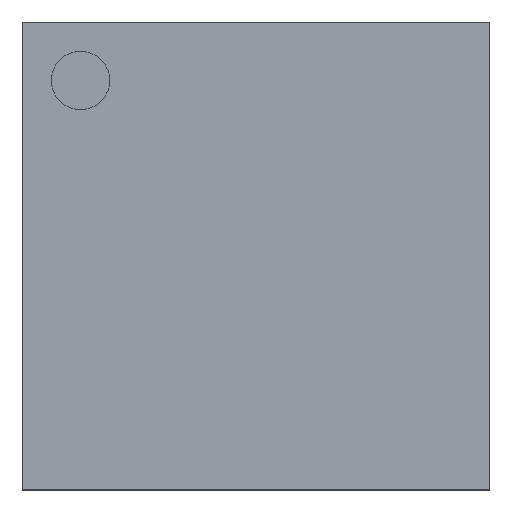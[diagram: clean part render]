
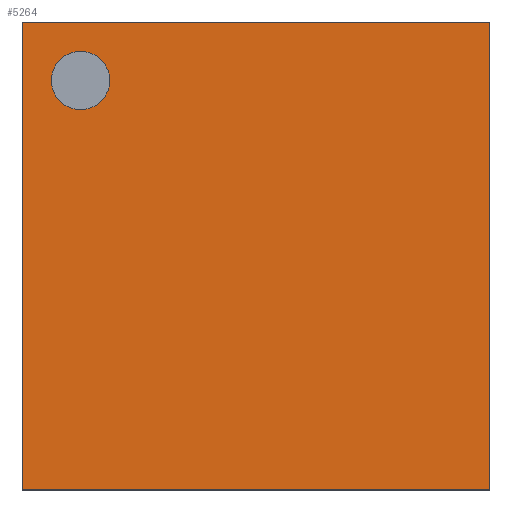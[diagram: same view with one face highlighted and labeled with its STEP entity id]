
A CAD part, top view. The second image highlights one B-rep face of the part: STEP entity #5264.
In plain terms, the highlighted planar face has unit normal (0, 0, 1).
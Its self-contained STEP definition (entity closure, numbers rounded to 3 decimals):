
#5075 = VERTEX_POINT('',#5076);
#5076 = CARTESIAN_POINT('',(-3.5,-3.5,1.2));
#5083 = PLANE('',#5084);
#5084 = AXIS2_PLACEMENT_3D('',#5085,#5086,#5087);
#5085 = CARTESIAN_POINT('',(-3.5,-3.5,0.3));
#5086 = DIRECTION('',(1.,0.,0.));
#5087 = DIRECTION('',(0.,0.,1.));
#5095 = PLANE('',#5096);
#5096 = AXIS2_PLACEMENT_3D('',#5097,#5098,#5099);
#5097 = CARTESIAN_POINT('',(-3.5,-3.5,0.3));
#5098 = DIRECTION('',(0.,1.,0.));
#5099 = DIRECTION('',(0.,0.,1.));
#5136 = VERTEX_POINT('',#5137);
#5137 = CARTESIAN_POINT('',(-3.5,3.5,1.2));
#5151 = PLANE('',#5152);
#5152 = AXIS2_PLACEMENT_3D('',#5153,#5154,#5155);
#5153 = CARTESIAN_POINT('',(-3.5,3.5,0.3));
#5154 = DIRECTION('',(0.,1.,0.));
#5155 = DIRECTION('',(0.,0.,1.));
#5163 = EDGE_CURVE('',#5075,#5136,#5164,.T.);
#5164 = SURFACE_CURVE('',#5165,(#5169,#5176),.PCURVE_S1.);
#5165 = LINE('',#5166,#5167);
#5166 = CARTESIAN_POINT('',(-3.5,-3.5,1.2));
#5167 = VECTOR('',#5168,1.);
#5168 = DIRECTION('',(0.,1.,0.));
#5169 = PCURVE('',#5083,#5170);
#5170 = DEFINITIONAL_REPRESENTATION('',(#5171),#5175);
#5171 = LINE('',#5172,#5173);
#5172 = CARTESIAN_POINT('',(0.9,0.));
#5173 = VECTOR('',#5174,1.);
#5174 = DIRECTION('',(0.,-1.));
#5175 = ( GEOMETRIC_REPRESENTATION_CONTEXT(2) 
PARAMETRIC_REPRESENTATION_CONTEXT() REPRESENTATION_CONTEXT('2D SPACE',''
  ) );
#5176 = PCURVE('',#5177,#5182);
#5177 = PLANE('',#5178);
#5178 = AXIS2_PLACEMENT_3D('',#5179,#5180,#5181);
#5179 = CARTESIAN_POINT('',(-3.5,-3.5,1.2));
#5180 = DIRECTION('',(0.,0.,1.));
#5181 = DIRECTION('',(1.,0.,0.));
#5182 = DEFINITIONAL_REPRESENTATION('',(#5183),#5187);
#5183 = LINE('',#5184,#5185);
#5184 = CARTESIAN_POINT('',(0.,0.));
#5185 = VECTOR('',#5186,1.);
#5186 = DIRECTION('',(0.,1.));
#5187 = ( GEOMETRIC_REPRESENTATION_CONTEXT(2) 
PARAMETRIC_REPRESENTATION_CONTEXT() REPRESENTATION_CONTEXT('2D SPACE',''
  ) );
#5216 = EDGE_CURVE('',#5075,#5217,#5219,.T.);
#5217 = VERTEX_POINT('',#5218);
#5218 = CARTESIAN_POINT('',(3.5,-3.5,1.2));
#5219 = SURFACE_CURVE('',#5220,(#5224,#5231),.PCURVE_S1.);
#5220 = LINE('',#5221,#5222);
#5221 = CARTESIAN_POINT('',(-3.5,-3.5,1.2));
#5222 = VECTOR('',#5223,1.);
#5223 = DIRECTION('',(1.,0.,0.));
#5224 = PCURVE('',#5095,#5225);
#5225 = DEFINITIONAL_REPRESENTATION('',(#5226),#5230);
#5226 = LINE('',#5227,#5228);
#5227 = CARTESIAN_POINT('',(0.9,0.));
#5228 = VECTOR('',#5229,1.);
#5229 = DIRECTION('',(0.,1.));
#5230 = ( GEOMETRIC_REPRESENTATION_CONTEXT(2) 
PARAMETRIC_REPRESENTATION_CONTEXT() REPRESENTATION_CONTEXT('2D SPACE',''
  ) );
#5231 = PCURVE('',#5177,#5232);
#5232 = DEFINITIONAL_REPRESENTATION('',(#5233),#5237);
#5233 = LINE('',#5234,#5235);
#5234 = CARTESIAN_POINT('',(0.,0.));
#5235 = VECTOR('',#5236,1.);
#5236 = DIRECTION('',(1.,0.));
#5237 = ( GEOMETRIC_REPRESENTATION_CONTEXT(2) 
PARAMETRIC_REPRESENTATION_CONTEXT() REPRESENTATION_CONTEXT('2D SPACE',''
  ) );
#5253 = PLANE('',#5254);
#5254 = AXIS2_PLACEMENT_3D('',#5255,#5256,#5257);
#5255 = CARTESIAN_POINT('',(3.5,-3.5,0.3));
#5256 = DIRECTION('',(1.,0.,0.));
#5257 = DIRECTION('',(0.,0.,1.));
#5264 = ADVANCED_FACE('',(#5265,#5313),#5177,.T.);
#5265 = FACE_BOUND('',#5266,.T.);
#5266 = EDGE_LOOP('',(#5267,#5268,#5269,#5292));
#5267 = ORIENTED_EDGE('',*,*,#5163,.F.);
#5268 = ORIENTED_EDGE('',*,*,#5216,.T.);
#5269 = ORIENTED_EDGE('',*,*,#5270,.T.);
#5270 = EDGE_CURVE('',#5217,#5271,#5273,.T.);
#5271 = VERTEX_POINT('',#5272);
#5272 = CARTESIAN_POINT('',(3.5,3.5,1.2));
#5273 = SURFACE_CURVE('',#5274,(#5278,#5285),.PCURVE_S1.);
#5274 = LINE('',#5275,#5276);
#5275 = CARTESIAN_POINT('',(3.5,-3.5,1.2));
#5276 = VECTOR('',#5277,1.);
#5277 = DIRECTION('',(0.,1.,0.));
#5278 = PCURVE('',#5177,#5279);
#5279 = DEFINITIONAL_REPRESENTATION('',(#5280),#5284);
#5280 = LINE('',#5281,#5282);
#5281 = CARTESIAN_POINT('',(7.,0.));
#5282 = VECTOR('',#5283,1.);
#5283 = DIRECTION('',(0.,1.));
#5284 = ( GEOMETRIC_REPRESENTATION_CONTEXT(2) 
PARAMETRIC_REPRESENTATION_CONTEXT() REPRESENTATION_CONTEXT('2D SPACE',''
  ) );
#5285 = PCURVE('',#5253,#5286);
#5286 = DEFINITIONAL_REPRESENTATION('',(#5287),#5291);
#5287 = LINE('',#5288,#5289);
#5288 = CARTESIAN_POINT('',(0.9,0.));
#5289 = VECTOR('',#5290,1.);
#5290 = DIRECTION('',(0.,-1.));
#5291 = ( GEOMETRIC_REPRESENTATION_CONTEXT(2) 
PARAMETRIC_REPRESENTATION_CONTEXT() REPRESENTATION_CONTEXT('2D SPACE',''
  ) );
#5292 = ORIENTED_EDGE('',*,*,#5293,.F.);
#5293 = EDGE_CURVE('',#5136,#5271,#5294,.T.);
#5294 = SURFACE_CURVE('',#5295,(#5299,#5306),.PCURVE_S1.);
#5295 = LINE('',#5296,#5297);
#5296 = CARTESIAN_POINT('',(-3.5,3.5,1.2));
#5297 = VECTOR('',#5298,1.);
#5298 = DIRECTION('',(1.,0.,0.));
#5299 = PCURVE('',#5177,#5300);
#5300 = DEFINITIONAL_REPRESENTATION('',(#5301),#5305);
#5301 = LINE('',#5302,#5303);
#5302 = CARTESIAN_POINT('',(0.,7.));
#5303 = VECTOR('',#5304,1.);
#5304 = DIRECTION('',(1.,0.));
#5305 = ( GEOMETRIC_REPRESENTATION_CONTEXT(2) 
PARAMETRIC_REPRESENTATION_CONTEXT() REPRESENTATION_CONTEXT('2D SPACE',''
  ) );
#5306 = PCURVE('',#5151,#5307);
#5307 = DEFINITIONAL_REPRESENTATION('',(#5308),#5312);
#5308 = LINE('',#5309,#5310);
#5309 = CARTESIAN_POINT('',(0.9,0.));
#5310 = VECTOR('',#5311,1.);
#5311 = DIRECTION('',(0.,1.));
#5312 = ( GEOMETRIC_REPRESENTATION_CONTEXT(2) 
PARAMETRIC_REPRESENTATION_CONTEXT() REPRESENTATION_CONTEXT('2D SPACE',''
  ) );
#5313 = FACE_BOUND('',#5314,.T.);
#5314 = EDGE_LOOP('',(#5315));
#5315 = ORIENTED_EDGE('',*,*,#5316,.F.);
#5316 = EDGE_CURVE('',#5317,#5317,#5319,.T.);
#5317 = VERTEX_POINT('',#5318);
#5318 = CARTESIAN_POINT('',(-2.188,2.625,1.2));
#5319 = SURFACE_CURVE('',#5320,(#5325,#5332),.PCURVE_S1.);
#5320 = CIRCLE('',#5321,0.438);
#5321 = AXIS2_PLACEMENT_3D('',#5322,#5323,#5324);
#5322 = CARTESIAN_POINT('',(-2.625,2.625,1.2));
#5323 = DIRECTION('',(0.,0.,1.));
#5324 = DIRECTION('',(1.,0.,0.));
#5325 = PCURVE('',#5177,#5326);
#5326 = DEFINITIONAL_REPRESENTATION('',(#5327),#5331);
#5327 = CIRCLE('',#5328,0.438);
#5328 = AXIS2_PLACEMENT_2D('',#5329,#5330);
#5329 = CARTESIAN_POINT('',(0.875,6.125));
#5330 = DIRECTION('',(1.,0.));
#5331 = ( GEOMETRIC_REPRESENTATION_CONTEXT(2) 
PARAMETRIC_REPRESENTATION_CONTEXT() REPRESENTATION_CONTEXT('2D SPACE',''
  ) );
#5332 = PCURVE('',#5333,#5338);
#5333 = CYLINDRICAL_SURFACE('',#5334,0.438);
#5334 = AXIS2_PLACEMENT_3D('',#5335,#5336,#5337);
#5335 = CARTESIAN_POINT('',(-2.625,2.625,1.08));
#5336 = DIRECTION('',(0.,0.,1.));
#5337 = DIRECTION('',(1.,0.,0.));
#5338 = DEFINITIONAL_REPRESENTATION('',(#5339),#5343);
#5339 = LINE('',#5340,#5341);
#5340 = CARTESIAN_POINT('',(0.,0.12));
#5341 = VECTOR('',#5342,1.);
#5342 = DIRECTION('',(1.,0.));
#5343 = ( GEOMETRIC_REPRESENTATION_CONTEXT(2) 
PARAMETRIC_REPRESENTATION_CONTEXT() REPRESENTATION_CONTEXT('2D SPACE',''
  ) );
